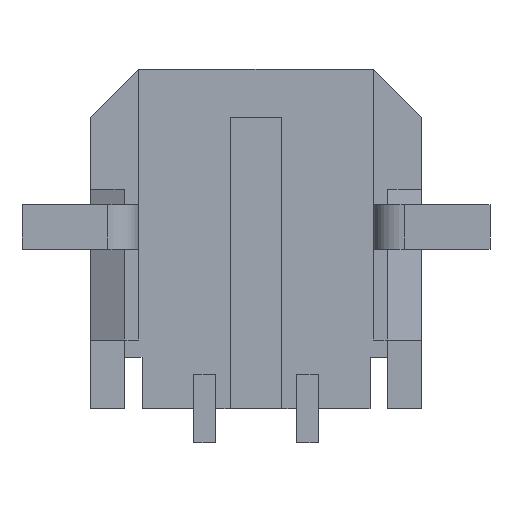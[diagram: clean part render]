
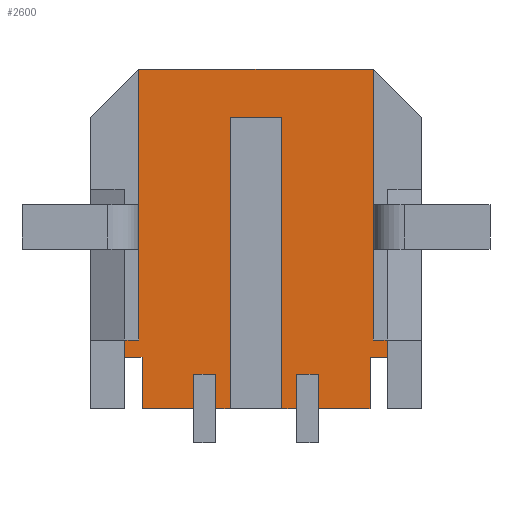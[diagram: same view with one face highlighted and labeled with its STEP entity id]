
A CAD part, front view. The second image highlights one B-rep face of the part: STEP entity #2600.
In plain terms, the highlighted planar face has unit normal (0, -1, 0).
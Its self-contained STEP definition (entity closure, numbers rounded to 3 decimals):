
#221=DIRECTION('',(0.,0.,1.));
#222=VECTOR('',#221,7.9);
#223=CARTESIAN_POINT('',(3.425,-1.935,-2.95));
#224=LINE('',#223,#222);
#501=DIRECTION('',(0.,0.,-1.));
#502=VECTOR('',#501,0.5);
#503=CARTESIAN_POINT('',(3.825,-1.935,-2.95));
#504=LINE('',#503,#502);
#505=DIRECTION('',(0.,0.,1.));
#506=VECTOR('',#505,1.);
#507=CARTESIAN_POINT('',(1.82,-1.935,-4.95));
#508=LINE('',#507,#506);
#509=DIRECTION('',(1.,0.,0.));
#510=VECTOR('',#509,0.64);
#511=CARTESIAN_POINT('',(1.18,-1.935,-3.95));
#512=LINE('',#511,#510);
#513=DIRECTION('',(0.,0.,1.));
#514=VECTOR('',#513,1.);
#515=CARTESIAN_POINT('',(1.18,-1.935,-4.95));
#516=LINE('',#515,#514);
#517=DIRECTION('',(0.,0.,1.));
#518=VECTOR('',#517,8.5);
#519=CARTESIAN_POINT('',(0.75,-1.935,-4.95));
#520=LINE('',#519,#518);
#521=DIRECTION('',(0.,0.,1.));
#522=VECTOR('',#521,8.5);
#523=CARTESIAN_POINT('',(-0.75,-1.935,-4.95));
#524=LINE('',#523,#522);
#525=DIRECTION('',(0.,0.,1.));
#526=VECTOR('',#525,1.);
#527=CARTESIAN_POINT('',(-1.18,-1.935,-4.95));
#528=LINE('',#527,#526);
#529=DIRECTION('',(1.,0.,0.));
#530=VECTOR('',#529,0.64);
#531=CARTESIAN_POINT('',(-1.82,-1.935,-3.95));
#532=LINE('',#531,#530);
#533=DIRECTION('',(0.,0.,1.));
#534=VECTOR('',#533,1.);
#535=CARTESIAN_POINT('',(-1.82,-1.935,-4.95));
#536=LINE('',#535,#534);
#537=DIRECTION('',(-1.,0.,0.));
#538=VECTOR('',#537,0.4);
#539=CARTESIAN_POINT('',(-3.425,-1.935,-2.95));
#540=LINE('',#539,#538);
#541=DIRECTION('',(1.,0.,0.));
#542=VECTOR('',#541,6.85);
#543=CARTESIAN_POINT('',(-3.425,-1.935,4.95));
#544=LINE('',#543,#542);
#545=DIRECTION('',(1.,0.,0.));
#546=VECTOR('',#545,0.4);
#547=CARTESIAN_POINT('',(3.425,-1.935,-2.95));
#548=LINE('',#547,#546);
#549=DIRECTION('',(1.,0.,0.));
#550=VECTOR('',#549,0.5);
#551=CARTESIAN_POINT('',(3.325,-1.935,-3.45));
#552=LINE('',#551,#550);
#715=DIRECTION('',(-1.,0.,0.));
#716=VECTOR('',#715,1.505);
#717=CARTESIAN_POINT('',(3.325,-1.935,-4.95));
#718=LINE('',#717,#716);
#739=DIRECTION('',(-1.,0.,0.));
#740=VECTOR('',#739,1.505);
#741=CARTESIAN_POINT('',(-1.82,-1.935,-4.95));
#742=LINE('',#741,#740);
#751=DIRECTION('',(-1.,0.,0.));
#752=VECTOR('',#751,0.43);
#753=CARTESIAN_POINT('',(1.18,-1.935,-4.95));
#754=LINE('',#753,#752);
#771=DIRECTION('',(-1.,0.,0.));
#772=VECTOR('',#771,0.43);
#773=CARTESIAN_POINT('',(-0.75,-1.935,-4.95));
#774=LINE('',#773,#772);
#1019=DIRECTION('',(0.,0.,-1.));
#1020=VECTOR('',#1019,0.5);
#1021=CARTESIAN_POINT('',(-3.825,-1.935,-2.95));
#1022=LINE('',#1021,#1020);
#1039=DIRECTION('',(1.,0.,0.));
#1040=VECTOR('',#1039,0.5);
#1041=CARTESIAN_POINT('',(-3.825,-1.935,-3.45));
#1042=LINE('',#1041,#1040);
#1047=DIRECTION('',(0.,0.,-1.));
#1048=VECTOR('',#1047,1.5);
#1049=CARTESIAN_POINT('',(-3.325,-1.935,-3.45));
#1050=LINE('',#1049,#1048);
#1127=DIRECTION('',(0.,0.,1.));
#1128=VECTOR('',#1127,1.5);
#1129=CARTESIAN_POINT('',(3.325,-1.935,-4.95));
#1130=LINE('',#1129,#1128);
#1199=DIRECTION('',(1.,0.,0.));
#1200=VECTOR('',#1199,1.5);
#1201=CARTESIAN_POINT('',(-0.75,-1.935,3.55));
#1202=LINE('',#1201,#1200);
#1239=DIRECTION('',(0.,0.,-1.));
#1240=VECTOR('',#1239,7.9);
#1241=CARTESIAN_POINT('',(-3.425,-1.935,4.95));
#1242=LINE('',#1241,#1240);
#1675=CARTESIAN_POINT('',(1.82,-1.935,-4.95));
#1676=VERTEX_POINT('',#1675);
#1677=CARTESIAN_POINT('',(1.18,-1.935,-4.95));
#1678=VERTEX_POINT('',#1677);
#1719=CARTESIAN_POINT('',(3.325,-1.935,-4.95));
#1720=CARTESIAN_POINT('',(3.325,-1.935,-3.45));
#1721=VERTEX_POINT('',#1719);
#1722=VERTEX_POINT('',#1720);
#1723=CARTESIAN_POINT('',(3.825,-1.935,-3.45));
#1724=VERTEX_POINT('',#1723);
#1725=CARTESIAN_POINT('',(-3.825,-1.935,-3.45));
#1726=CARTESIAN_POINT('',(-3.325,-1.935,-3.45));
#1727=VERTEX_POINT('',#1725);
#1728=VERTEX_POINT('',#1726);
#1729=CARTESIAN_POINT('',(-3.325,-1.935,-4.95));
#1730=VERTEX_POINT('',#1729);
#1735=CARTESIAN_POINT('',(1.18,-1.935,-3.95));
#1736=CARTESIAN_POINT('',(1.82,-1.935,-3.95));
#1737=VERTEX_POINT('',#1735);
#1738=VERTEX_POINT('',#1736);
#1739=CARTESIAN_POINT('',(-1.82,-1.935,-3.95));
#1740=CARTESIAN_POINT('',(-1.18,-1.935,-3.95));
#1741=VERTEX_POINT('',#1739);
#1742=VERTEX_POINT('',#1740);
#1743=CARTESIAN_POINT('',(-1.18,-1.935,-4.95));
#1744=VERTEX_POINT('',#1743);
#1745=CARTESIAN_POINT('',(-1.82,-1.935,-4.95));
#1746=VERTEX_POINT('',#1745);
#1775=CARTESIAN_POINT('',(-0.75,-1.935,-4.95));
#1776=CARTESIAN_POINT('',(-0.75,-1.935,3.55));
#1777=VERTEX_POINT('',#1775);
#1778=VERTEX_POINT('',#1776);
#1783=CARTESIAN_POINT('',(0.75,-1.935,-4.95));
#1784=CARTESIAN_POINT('',(0.75,-1.935,3.55));
#1785=VERTEX_POINT('',#1783);
#1786=VERTEX_POINT('',#1784);
#1791=CARTESIAN_POINT('',(3.425,-1.935,4.95));
#1793=VERTEX_POINT('',#1791);
#1795=CARTESIAN_POINT('',(-3.425,-1.935,4.95));
#1796=VERTEX_POINT('',#1795);
#1873=CARTESIAN_POINT('',(3.425,-1.935,-2.95));
#1874=VERTEX_POINT('',#1873);
#1877=CARTESIAN_POINT('',(3.825,-1.935,-2.95));
#1878=VERTEX_POINT('',#1877);
#1879=CARTESIAN_POINT('',(-3.425,-1.935,-2.95));
#1880=CARTESIAN_POINT('',(-3.825,-1.935,-2.95));
#1881=VERTEX_POINT('',#1879);
#1882=VERTEX_POINT('',#1880);
#2550=CARTESIAN_POINT('',(-4.825,-1.935,4.95));
#2551=DIRECTION('',(0.,-1.,0.));
#2552=DIRECTION('',(0.,0.,-1.));
#2553=AXIS2_PLACEMENT_3D('',#2550,#2551,#2552);
#2554=PLANE('',#2553);
#2555=ORIENTED_EDGE('',*,*,#2323,.T.);
#2557=ORIENTED_EDGE('',*,*,#2556,.F.);
#2559=ORIENTED_EDGE('',*,*,#2558,.F.);
#2561=ORIENTED_EDGE('',*,*,#2560,.T.);
#2563=ORIENTED_EDGE('',*,*,#2562,.T.);
#2565=ORIENTED_EDGE('',*,*,#2564,.F.);
#2567=ORIENTED_EDGE('',*,*,#2566,.F.);
#2569=ORIENTED_EDGE('',*,*,#2568,.T.);
#2571=ORIENTED_EDGE('',*,*,#2570,.T.);
#2573=ORIENTED_EDGE('',*,*,#2572,.F.);
#2575=ORIENTED_EDGE('',*,*,#2574,.F.);
#2577=ORIENTED_EDGE('',*,*,#2576,.T.);
#2579=ORIENTED_EDGE('',*,*,#2578,.T.);
#2581=ORIENTED_EDGE('',*,*,#2580,.F.);
#2583=ORIENTED_EDGE('',*,*,#2582,.F.);
#2585=ORIENTED_EDGE('',*,*,#2584,.T.);
#2587=ORIENTED_EDGE('',*,*,#2586,.F.);
#2589=ORIENTED_EDGE('',*,*,#2588,.F.);
#2591=ORIENTED_EDGE('',*,*,#2590,.F.);
#2592=ORIENTED_EDGE('',*,*,#2283,.F.);
#2594=ORIENTED_EDGE('',*,*,#2593,.F.);
#2595=ORIENTED_EDGE('',*,*,#2510,.T.);
#2596=ORIENTED_EDGE('',*,*,#2177,.F.);
#2597=ORIENTED_EDGE('',*,*,#2256,.T.);
#2598=EDGE_LOOP('',(#2555,#2557,#2559,#2561,#2563,#2565,#2567,#2569,#2571,#2573,
#2575,#2577,#2579,#2581,#2583,#2585,#2587,#2589,#2591,#2592,#2594,#2595,#2596,
#2597));
#2599=FACE_OUTER_BOUND('',#2598,.F.);
#2600=ADVANCED_FACE('',(#2599),#2554,.T.);
#2177=EDGE_CURVE('',#1874,#1793,#224,.T.);
#2256=EDGE_CURVE('',#1874,#1878,#548,.T.);
#2283=EDGE_CURVE('',#1881,#1882,#540,.T.);
#2323=EDGE_CURVE('',#1878,#1724,#504,.T.);
#2510=EDGE_CURVE('',#1796,#1793,#544,.T.);
#2556=EDGE_CURVE('',#1722,#1724,#552,.T.);
#2558=EDGE_CURVE('',#1721,#1722,#1130,.T.);
#2560=EDGE_CURVE('',#1721,#1676,#718,.T.);
#2562=EDGE_CURVE('',#1676,#1738,#508,.T.);
#2564=EDGE_CURVE('',#1737,#1738,#512,.T.);
#2566=EDGE_CURVE('',#1678,#1737,#516,.T.);
#2568=EDGE_CURVE('',#1678,#1785,#754,.T.);
#2570=EDGE_CURVE('',#1785,#1786,#520,.T.);
#2572=EDGE_CURVE('',#1778,#1786,#1202,.T.);
#2574=EDGE_CURVE('',#1777,#1778,#524,.T.);
#2576=EDGE_CURVE('',#1777,#1744,#774,.T.);
#2578=EDGE_CURVE('',#1744,#1742,#528,.T.);
#2580=EDGE_CURVE('',#1741,#1742,#532,.T.);
#2582=EDGE_CURVE('',#1746,#1741,#536,.T.);
#2584=EDGE_CURVE('',#1746,#1730,#742,.T.);
#2586=EDGE_CURVE('',#1728,#1730,#1050,.T.);
#2588=EDGE_CURVE('',#1727,#1728,#1042,.T.);
#2590=EDGE_CURVE('',#1882,#1727,#1022,.T.);
#2593=EDGE_CURVE('',#1796,#1881,#1242,.T.);
